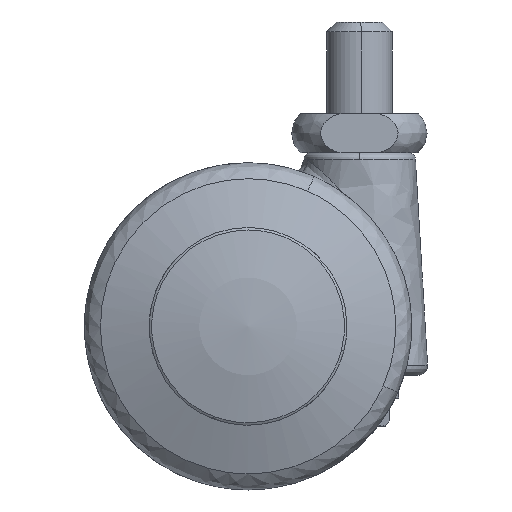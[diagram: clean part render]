
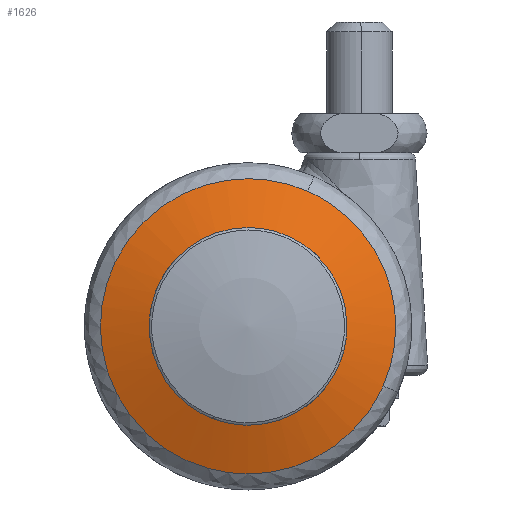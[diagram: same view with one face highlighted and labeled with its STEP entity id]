
A CAD part, front view. The second image highlights one B-rep face of the part: STEP entity #1626.
In plain terms, the highlighted free-form (B-spline) face has degree [2, 2] with [4, 4] control points.
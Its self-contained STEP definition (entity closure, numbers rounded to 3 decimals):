
#671=CARTESIAN_POINT('',(14.994,-22.5,-1.782));
#672=VERTEX_POINT('',#671);
#678=CARTESIAN_POINT('',(0.0,-22.5,15.1));
#679=VERTEX_POINT('',#678);
#680=CARTESIAN_POINT('',(14.994,-22.5,-1.782));
#681=CARTESIAN_POINT('',(15.1,-22.5,-0.894));
#682=CARTESIAN_POINT('',(15.1,-22.5,0.));
#683=CARTESIAN_POINT('',(15.1,-22.5,15.1));
#684=CARTESIAN_POINT('',(0.0,-22.5,15.1));
#692=(BOUNDED_CURVE()B_SPLINE_CURVE(2,(#680,#681,#682,#683,#684),.UNSPECIFIED.,.F.,.U.)B_SPLINE_CURVE_WITH_KNOTS((3,2,3),(0.23,0.25,0.5),.UNSPECIFIED.)CURVE()GEOMETRIC_REPRESENTATION_ITEM()RATIONAL_B_SPLINE_CURVE((0.956,0.976,1.0,0.707,1.0))REPRESENTATION_ITEM(''));
#693=EDGE_CURVE('',#672,#679,#692,.T.);
#695=CARTESIAN_POINT('',(-15.072,-22.5,0.922));
#696=VERTEX_POINT('',#695);
#697=CARTESIAN_POINT('',(0.0,-22.5,15.1));
#698=CARTESIAN_POINT('',(-14.205,-22.5,15.1));
#699=CARTESIAN_POINT('',(-15.072,-22.5,0.922));
#707=(BOUNDED_CURVE()B_SPLINE_CURVE(2,(#697,#698,#699),.UNSPECIFIED.,.F.,.U.)B_SPLINE_CURVE_WITH_KNOTS((3,3),(0.5,0.739),.UNSPECIFIED.)CURVE()GEOMETRIC_REPRESENTATION_ITEM()RATIONAL_B_SPLINE_CURVE((1.0,0.72,0.976))REPRESENTATION_ITEM(''));
#708=EDGE_CURVE('',#679,#696,#707,.T.);
#782=CARTESIAN_POINT('',(0.0,-22.5,-15.1));
#783=VERTEX_POINT('',#782);
#784=CARTESIAN_POINT('',(-15.072,-22.5,0.922));
#785=CARTESIAN_POINT('',(-15.1,-22.5,0.461));
#786=CARTESIAN_POINT('',(-15.1,-22.5,0.));
#787=CARTESIAN_POINT('',(-15.1,-22.5,-15.1));
#788=CARTESIAN_POINT('',(0.0,-22.5,-15.1));
#796=(BOUNDED_CURVE()B_SPLINE_CURVE(2,(#784,#785,#786,#787,#788),.UNSPECIFIED.,.F.,.U.)B_SPLINE_CURVE_WITH_KNOTS((3,2,3),(0.739,0.75,1.0),.UNSPECIFIED.)CURVE()GEOMETRIC_REPRESENTATION_ITEM()RATIONAL_B_SPLINE_CURVE((0.976,0.988,1.0,0.707,1.0))REPRESENTATION_ITEM(''));
#797=EDGE_CURVE('',#696,#783,#796,.T.);
#799=CARTESIAN_POINT('',(0.0,-22.5,-15.1));
#800=CARTESIAN_POINT('',(13.411,-22.5,-15.1));
#801=CARTESIAN_POINT('',(14.994,-22.5,-1.782));
#809=(BOUNDED_CURVE()B_SPLINE_CURVE(2,(#799,#800,#801),.UNSPECIFIED.,.F.,.U.)B_SPLINE_CURVE_WITH_KNOTS((3,3),(0.0,0.23),.UNSPECIFIED.)CURVE()GEOMETRIC_REPRESENTATION_ITEM()RATIONAL_B_SPLINE_CURVE((1.0,0.731,0.956))REPRESENTATION_ITEM(''));
#810=EDGE_CURVE('',#783,#672,#809,.T.);
#1243=CARTESIAN_POINT('',(9.088,-19.935,20.644));
#1244=VERTEX_POINT('',#1243);
#1245=CARTESIAN_POINT('',(0.0,-19.935,22.555));
#1246=VERTEX_POINT('',#1245);
#1247=CARTESIAN_POINT('',(9.088,-19.935,20.644));
#1248=CARTESIAN_POINT('',(4.745,-19.935,22.555));
#1249=CARTESIAN_POINT('',(0.0,-19.935,22.555));
#1257=(BOUNDED_CURVE()B_SPLINE_CURVE(2,(#1247,#1248,#1249),.UNSPECIFIED.,.F.,.U.)B_SPLINE_CURVE_WITH_KNOTS((3,3),(0.432,0.5),.UNSPECIFIED.)CURVE()GEOMETRIC_REPRESENTATION_ITEM()RATIONAL_B_SPLINE_CURVE((0.884,0.92,1.0))REPRESENTATION_ITEM(''));
#1258=EDGE_CURVE('',#1244,#1246,#1257,.T.);
#1278=CARTESIAN_POINT('',(20.644,-19.935,-9.088));
#1279=VERTEX_POINT('',#1278);
#1293=CARTESIAN_POINT('',(0.0,-19.935,-22.555));
#1294=VERTEX_POINT('',#1293);
#1295=CARTESIAN_POINT('',(0.0,-19.935,-22.555));
#1296=CARTESIAN_POINT('',(14.715,-19.935,-22.555));
#1297=CARTESIAN_POINT('',(20.644,-19.935,-9.088));
#1305=(BOUNDED_CURVE()B_SPLINE_CURVE(2,(#1295,#1296,#1297),.UNSPECIFIED.,.F.,.U.)B_SPLINE_CURVE_WITH_KNOTS((3,3),(0.0,0.182),.UNSPECIFIED.)CURVE()GEOMETRIC_REPRESENTATION_ITEM()RATIONAL_B_SPLINE_CURVE((1.0,0.787,0.884))REPRESENTATION_ITEM(''));
#1306=EDGE_CURVE('',#1294,#1279,#1305,.T.);
#1308=CARTESIAN_POINT('',(0.0,-19.935,22.555));
#1309=CARTESIAN_POINT('',(-22.555,-19.935,22.555));
#1310=CARTESIAN_POINT('',(-22.555,-19.935,0.));
#1311=CARTESIAN_POINT('',(-22.555,-19.935,-22.555));
#1312=CARTESIAN_POINT('',(0.0,-19.935,-22.555));
#1320=(BOUNDED_CURVE()B_SPLINE_CURVE(2,(#1308,#1309,#1310,#1311,#1312),.UNSPECIFIED.,.F.,.U.)B_SPLINE_CURVE_WITH_KNOTS((3,2,3),(0.5,0.75,1.0),.UNSPECIFIED.)CURVE()GEOMETRIC_REPRESENTATION_ITEM()RATIONAL_B_SPLINE_CURVE((1.0,0.707,1.0,0.707,1.0))REPRESENTATION_ITEM(''));
#1321=EDGE_CURVE('',#1246,#1294,#1320,.T.);
#1343=CARTESIAN_POINT('',(20.644,-19.935,-9.088));
#1344=CARTESIAN_POINT('',(22.555,-19.935,-4.745));
#1345=CARTESIAN_POINT('',(22.555,-19.935,0.));
#1346=CARTESIAN_POINT('',(22.555,-19.935,14.715));
#1347=CARTESIAN_POINT('',(9.088,-19.935,20.644));
#1355=(BOUNDED_CURVE()B_SPLINE_CURVE(2,(#1343,#1344,#1345,#1346,#1347),.UNSPECIFIED.,.F.,.U.)B_SPLINE_CURVE_WITH_KNOTS((3,2,3),(0.182,0.25,0.432),.UNSPECIFIED.)CURVE()GEOMETRIC_REPRESENTATION_ITEM()RATIONAL_B_SPLINE_CURVE((0.884,0.92,1.0,0.787,0.884))REPRESENTATION_ITEM(''));
#1356=EDGE_CURVE('',#1279,#1244,#1355,.T.);
#1590=CARTESIAN_POINT('',(-23.496,-14.039,-23.496));
#1591=CARTESIAN_POINT('',(-12.303,-19.022,-24.606));
#1592=CARTESIAN_POINT('',(12.303,-19.022,-24.606));
#1593=CARTESIAN_POINT('',(23.496,-14.039,-23.496));
#1594=CARTESIAN_POINT('',(-24.606,-19.022,-12.303));
#1595=CARTESIAN_POINT('',(-12.913,-24.5,-12.913));
#1596=CARTESIAN_POINT('',(12.912,-24.5,-12.913));
#1597=CARTESIAN_POINT('',(24.605,-19.022,-12.303));
#1598=CARTESIAN_POINT('',(-24.606,-19.022,12.303));
#1599=CARTESIAN_POINT('',(-12.913,-24.5,12.913));
#1600=CARTESIAN_POINT('',(12.912,-24.5,12.913));
#1601=CARTESIAN_POINT('',(24.605,-19.022,12.303));
#1602=CARTESIAN_POINT('',(-23.496,-14.039,23.496));
#1603=CARTESIAN_POINT('',(-12.303,-19.022,24.606));
#1604=CARTESIAN_POINT('',(12.303,-19.022,24.606));
#1605=CARTESIAN_POINT('',(23.496,-14.039,23.496));
#1613=(BOUNDED_SURFACE()B_SPLINE_SURFACE(2,2,((#1590,#1594,#1598,#1602),(#1591,#1595,#1599,#1603),(#1592,#1596,#1600,#1604),(#1593,#1597,#1601,#1605)),.UNSPECIFIED.,.F.,.F.,.U.)B_SPLINE_SURFACE_WITH_KNOTS((3,1,3),(3,1,3),(9.13,33.807,58.484),(9.13,33.807,58.485),.UNSPECIFIED.)GEOMETRIC_REPRESENTATION_ITEM()RATIONAL_B_SPLINE_SURFACE(((1.099,1.05,1.05,1.099),(1.05,1.0,1.0,1.05),(1.05,1.0,1.0,1.05),(1.099,1.05,1.05,1.099)))REPRESENTATION_ITEM('')SURFACE());
#1614=ORIENTED_EDGE('',*,*,#1306,.T.);
#1615=ORIENTED_EDGE('',*,*,#1356,.T.);
#1616=ORIENTED_EDGE('',*,*,#1258,.T.);
#1617=ORIENTED_EDGE('',*,*,#1321,.T.);
#1618=EDGE_LOOP('',(#1614,#1615,#1616,#1617));
#1619=FACE_OUTER_BOUND('',#1618,.T.);
#1620=ORIENTED_EDGE('',*,*,#708,.F.);
#1621=ORIENTED_EDGE('',*,*,#693,.F.);
#1622=ORIENTED_EDGE('',*,*,#810,.F.);
#1623=ORIENTED_EDGE('',*,*,#797,.F.);
#1624=EDGE_LOOP('',(#1620,#1621,#1622,#1623));
#1625=FACE_BOUND('',#1624,.T.);
#1626=ADVANCED_FACE('',(#1619,#1625),#1613,.T.);
